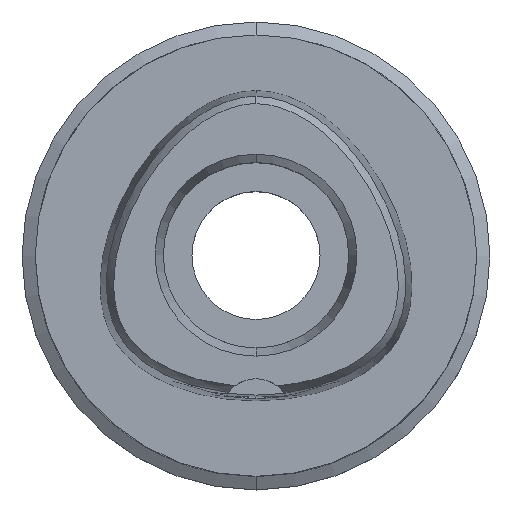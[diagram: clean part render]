
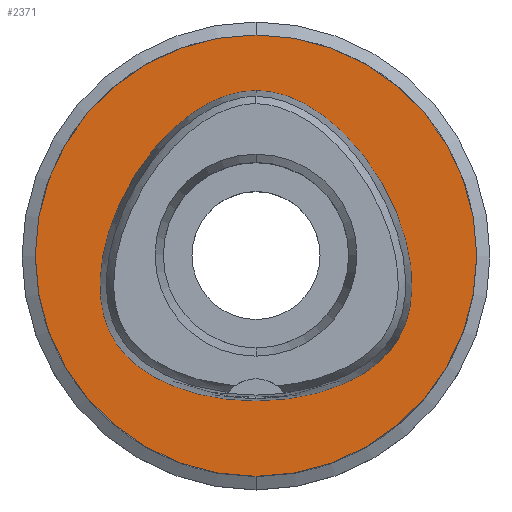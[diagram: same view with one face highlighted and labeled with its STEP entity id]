
A CAD part, top view. The second image highlights one B-rep face of the part: STEP entity #2371.
In plain terms, the highlighted planar face has unit normal (0, 0, 1).
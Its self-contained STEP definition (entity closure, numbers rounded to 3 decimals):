
#284=CARTESIAN_POINT('',(0.,0.,0.));
#285=DIRECTION('',(0.,0.,-1.));
#286=DIRECTION('',(0.,-1.,0.));
#287=AXIS2_PLACEMENT_3D('',#284,#285,#286);
#292=CARTESIAN_POINT('',(0.,0.,0.));
#293=DIRECTION('',(0.,0.,-1.));
#294=DIRECTION('',(0.,1.,0.));
#295=AXIS2_PLACEMENT_3D('',#292,#293,#294);
#300=CARTESIAN_POINT('',(0.,-16.455,0.));
#301=CARTESIAN_POINT('',(0.731,-16.455,0.));
#302=CARTESIAN_POINT('',(2.167,-16.399,
0.));
#303=CARTESIAN_POINT('',(4.276,-16.155,
0.));
#304=CARTESIAN_POINT('',(6.251,-15.768,0.));
#305=CARTESIAN_POINT('',(8.055,-15.263,0.));
#306=CARTESIAN_POINT('',(9.666,-14.666,0.));
#307=CARTESIAN_POINT('',(11.082,-14.002,0.));
#308=CARTESIAN_POINT('',(12.31,-13.29,0.));
#309=CARTESIAN_POINT('',(13.366,-12.544,0.));
#310=CARTESIAN_POINT('',(14.267,-11.774,0.));
#311=CARTESIAN_POINT('',(15.031,-10.985,0.));
#312=CARTESIAN_POINT('',(15.672,-10.179,0.));
#313=CARTESIAN_POINT('',(16.206,-9.354,0.));
#314=CARTESIAN_POINT('',(16.653,-8.48,0.));
#315=CARTESIAN_POINT('',(17.029,-7.524,0.));
#316=CARTESIAN_POINT('',(17.331,-6.467,0.));
#317=CARTESIAN_POINT('',(17.547,-5.302,0.));
#318=CARTESIAN_POINT('',(17.664,-4.014,0.));
#319=CARTESIAN_POINT('',(17.667,-2.593,0.));
#320=CARTESIAN_POINT('',(17.534,-1.035,0.));
#321=CARTESIAN_POINT('',(17.244,0.66,0.));
#322=CARTESIAN_POINT('',(16.779,2.476,0.));
#323=CARTESIAN_POINT('',(16.126,4.381,0.));
#324=CARTESIAN_POINT('',(15.284,6.327,0.));
#325=CARTESIAN_POINT('',(14.27,8.25,0.));
#326=CARTESIAN_POINT('',(13.111,10.088,0.));
#327=CARTESIAN_POINT('',(11.846,11.789,0.));
#328=CARTESIAN_POINT('',(10.523,13.305,0.));
#329=CARTESIAN_POINT('',(9.183,14.614,0.));
#330=CARTESIAN_POINT('',(7.86,15.71,0.));
#331=CARTESIAN_POINT('',(6.578,16.602,0.));
#332=CARTESIAN_POINT('',(5.347,17.309,0.));
#333=CARTESIAN_POINT('',(4.174,17.85,0.));
#334=CARTESIAN_POINT('',(3.057,18.245,0.));
#335=CARTESIAN_POINT('',(1.992,18.511,0.));
#336=CARTESIAN_POINT('',(0.974,18.663,
0.));
#337=CARTESIAN_POINT('',(0.32,18.695,
0.));
#338=CARTESIAN_POINT('',(0.,18.695,
0.));
#343=CARTESIAN_POINT('',(0.,18.695,
0.));
#344=CARTESIAN_POINT('',(-0.32,18.695,
0.));
#345=CARTESIAN_POINT('',(-0.974,18.663,
0.));
#346=CARTESIAN_POINT('',(-1.992,18.511,0.));
#347=CARTESIAN_POINT('',(-3.056,18.245,0.));
#348=CARTESIAN_POINT('',(-4.173,17.85,0.));
#349=CARTESIAN_POINT('',(-5.347,17.309,0.));
#350=CARTESIAN_POINT('',(-6.577,16.603,0.));
#351=CARTESIAN_POINT('',(-7.86,15.71,0.));
#352=CARTESIAN_POINT('',(-9.182,14.614,0.));
#353=CARTESIAN_POINT('',(-10.522,13.306,0.));
#354=CARTESIAN_POINT('',(-11.845,11.79,0.));
#355=CARTESIAN_POINT('',(-13.11,10.09,0.));
#356=CARTESIAN_POINT('',(-14.269,8.252,0.));
#357=CARTESIAN_POINT('',(-15.283,6.33,0.));
#358=CARTESIAN_POINT('',(-16.125,4.384,0.));
#359=CARTESIAN_POINT('',(-16.778,2.479,0.));
#360=CARTESIAN_POINT('',(-17.244,0.664,0.));
#361=CARTESIAN_POINT('',(-17.533,-1.031,0.));
#362=CARTESIAN_POINT('',(-17.666,-2.589,0.));
#363=CARTESIAN_POINT('',(-17.664,-4.01,0.));
#364=CARTESIAN_POINT('',(-17.547,-5.298,0.));
#365=CARTESIAN_POINT('',(-17.332,-6.463,0.));
#366=CARTESIAN_POINT('',(-17.03,-7.521,0.));
#367=CARTESIAN_POINT('',(-16.654,-8.477,0.));
#368=CARTESIAN_POINT('',(-16.206,-9.353,0.));
#369=CARTESIAN_POINT('',(-15.672,-10.179,0.));
#370=CARTESIAN_POINT('',(-15.032,-10.984,0.));
#371=CARTESIAN_POINT('',(-14.268,-11.773,0.));
#372=CARTESIAN_POINT('',(-13.367,-12.543,0.));
#373=CARTESIAN_POINT('',(-12.311,-13.289,0.));
#374=CARTESIAN_POINT('',(-11.083,-14.001,0.));
#375=CARTESIAN_POINT('',(-9.667,-14.665,0.));
#376=CARTESIAN_POINT('',(-8.056,-15.263,0.));
#377=CARTESIAN_POINT('',(-6.251,-15.768,0.));
#378=CARTESIAN_POINT('',(-4.276,-16.155,
0.));
#379=CARTESIAN_POINT('',(-2.167,-16.399,
0.));
#380=CARTESIAN_POINT('',(-0.731,-16.455,0.));
#381=CARTESIAN_POINT('',(0.,-16.455,0.));
#1576=VERTEX_POINT('',#343);
#1577=VERTEX_POINT('',#381);
#1582=CARTESIAN_POINT('',(0.,-25.,0.));
#1583=CARTESIAN_POINT('',(0.,25.,0.));
#1584=VERTEX_POINT('',#1582);
#1585=VERTEX_POINT('',#1583);
#2355=CARTESIAN_POINT('',(0.,0.,0.));
#2356=DIRECTION('',(0.,0.,-1.));
#2357=DIRECTION('',(0.,-1.,0.));
#2358=AXIS2_PLACEMENT_3D('',#2355,#2356,#2357);
#2359=PLANE('',#2358);
#2361=ORIENTED_EDGE('',*,*,#2360,.T.);
#2363=ORIENTED_EDGE('',*,*,#2362,.T.);
#2364=EDGE_LOOP('',(#2361,#2363));
#2365=FACE_OUTER_BOUND('',#2364,.F.);
#2367=ORIENTED_EDGE('',*,*,#2366,.T.);
#2368=ORIENTED_EDGE('',*,*,#2338,.T.);
#2369=EDGE_LOOP('',(#2367,#2368));
#2370=FACE_BOUND('',#2369,.F.);
#288=CIRCLE('',#287,25.);
#296=CIRCLE('',#295,25.);
#339=B_SPLINE_CURVE_WITH_KNOTS('',3,(#300,#301,#302,#303,#304,#305,#306,#307,
#308,#309,#310,#311,#312,#313,#314,#315,#316,#317,#318,#319,#320,#321,#322,#323,
#324,#325,#326,#327,#328,#329,#330,#331,#332,#333,#334,#335,#336,#337,#338),
.UNSPECIFIED.,.F.,.F.,(4,1,1,1,1,1,1,1,1,1,1,1,1,1,1,1,1,1,1,1,1,1,1,1,1,1,1,1,
1,1,1,1,1,1,1,1,4),(0.,0.028,0.056,0.083,
0.111,0.139,0.167,0.194,
0.222,0.25,0.278,0.306,0.333,
0.361,0.389,0.417,0.444,
0.472,0.5,0.528,0.556,0.583,
0.611,0.639,0.667,0.694,
0.722,0.75,0.778,0.806,0.833,
0.861,0.889,0.917,0.944,
0.972,1.),.UNSPECIFIED.);
#382=B_SPLINE_CURVE_WITH_KNOTS('',3,(#343,#344,#345,#346,#347,#348,#349,#350,
#351,#352,#353,#354,#355,#356,#357,#358,#359,#360,#361,#362,#363,#364,#365,#366,
#367,#368,#369,#370,#371,#372,#373,#374,#375,#376,#377,#378,#379,#380,#381),
.UNSPECIFIED.,.F.,.F.,(4,1,1,1,1,1,1,1,1,1,1,1,1,1,1,1,1,1,1,1,1,1,1,1,1,1,1,1,
1,1,1,1,1,1,1,1,4),(0.,0.028,0.056,0.083,
0.111,0.139,0.167,0.194,
0.222,0.25,0.278,0.306,0.333,
0.361,0.389,0.417,0.444,
0.472,0.5,0.528,0.556,0.583,
0.611,0.639,0.667,0.694,
0.722,0.75,0.778,0.806,0.833,
0.861,0.889,0.917,0.944,
0.972,1.),.UNSPECIFIED.);
#2338=EDGE_CURVE('',#1576,#1577,#382,.T.);
#2360=EDGE_CURVE('',#1584,#1585,#288,.T.);
#2362=EDGE_CURVE('',#1585,#1584,#296,.T.);
#2366=EDGE_CURVE('',#1577,#1576,#339,.T.);
#2371=ADVANCED_FACE('',(#2365,#2370),#2359,.F.);
